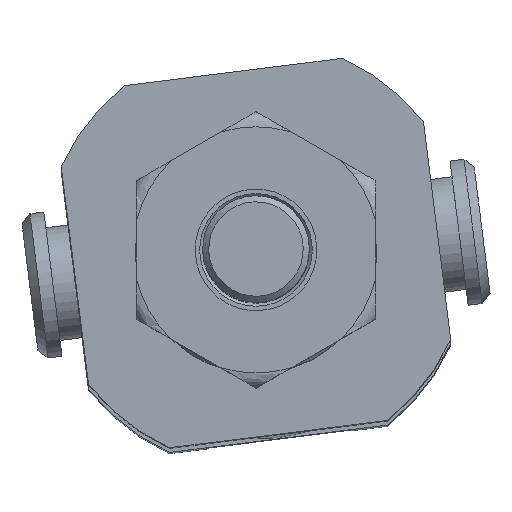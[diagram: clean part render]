
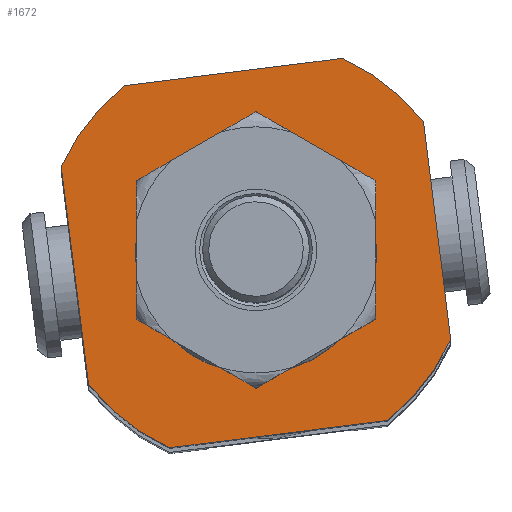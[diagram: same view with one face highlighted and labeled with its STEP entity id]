
A CAD part, top view. The second image highlights one B-rep face of the part: STEP entity #1672.
In plain terms, the highlighted planar face has unit normal (0, 0, 1).
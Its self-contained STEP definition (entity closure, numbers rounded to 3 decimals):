
#89=FACE_BOUND('',#330,.T.);
#118=PLANE('',#1952);
#227=FACE_OUTER_BOUND('',#329,.T.);
#329=EDGE_LOOP('',(#1464,#1465,#1466,#1467,#1468,#1469,#1470,#1471));
#330=EDGE_LOOP('',(#1472,#1473));
#438=LINE('',#3270,#533);
#440=LINE('',#3277,#535);
#441=LINE('',#3281,#536);
#442=LINE('',#3285,#537);
#533=VECTOR('',#2421,7.211);
#535=VECTOR('',#2427,7.211);
#536=VECTOR('',#2430,7.211);
#537=VECTOR('',#2435,7.211);
#655=CIRCLE('',#1930,3.969);
#656=CIRCLE('',#1931,3.969);
#667=CIRCLE('',#1953,7.);
#668=CIRCLE('',#1954,7.);
#669=CIRCLE('',#1955,7.);
#670=CIRCLE('',#1956,7.);
#807=VERTEX_POINT('',#3192);
#808=VERTEX_POINT('',#3193);
#837=VERTEX_POINT('',#3267);
#838=VERTEX_POINT('',#3269);
#839=VERTEX_POINT('',#3273);
#840=VERTEX_POINT('',#3274);
#841=VERTEX_POINT('',#3276);
#842=VERTEX_POINT('',#3278);
#843=VERTEX_POINT('',#3280);
#844=VERTEX_POINT('',#3283);
#1030=EDGE_CURVE('',#807,#808,#655,.T.);
#1032=EDGE_CURVE('',#808,#807,#656,.T.);
#1066=EDGE_CURVE('',#838,#837,#438,.T.);
#1068=EDGE_CURVE('',#839,#840,#667,.T.);
#1069=EDGE_CURVE('',#840,#841,#440,.T.);
#1070=EDGE_CURVE('',#841,#842,#668,.T.);
#1071=EDGE_CURVE('',#842,#843,#441,.T.);
#1072=EDGE_CURVE('',#843,#838,#669,.T.);
#1073=EDGE_CURVE('',#837,#844,#670,.T.);
#1074=EDGE_CURVE('',#844,#839,#442,.T.);
#1464=ORIENTED_EDGE('',*,*,#1068,.T.);
#1465=ORIENTED_EDGE('',*,*,#1069,.T.);
#1466=ORIENTED_EDGE('',*,*,#1070,.T.);
#1467=ORIENTED_EDGE('',*,*,#1071,.T.);
#1468=ORIENTED_EDGE('',*,*,#1072,.T.);
#1469=ORIENTED_EDGE('',*,*,#1066,.T.);
#1470=ORIENTED_EDGE('',*,*,#1073,.T.);
#1471=ORIENTED_EDGE('',*,*,#1074,.T.);
#1472=ORIENTED_EDGE('',*,*,#1030,.F.);
#1473=ORIENTED_EDGE('',*,*,#1032,.F.);
#1672=ADVANCED_FACE('',(#227,#89),#118,.T.);
#1930=AXIS2_PLACEMENT_3D('',#3194,#2353,#2354);
#1931=AXIS2_PLACEMENT_3D('',#3196,#2356,#2357);
#1952=AXIS2_PLACEMENT_3D('',#3272,#2423,#2424);
#1953=AXIS2_PLACEMENT_3D('',#3275,#2425,#2426);
#1954=AXIS2_PLACEMENT_3D('',#3279,#2428,#2429);
#1955=AXIS2_PLACEMENT_3D('',#3282,#2431,#2432);
#1956=AXIS2_PLACEMENT_3D('',#3284,#2433,#2434);
#2353=DIRECTION('center_axis',(0.,0.,1.));
#2354=DIRECTION('ref_axis',(1.,0.,0.));
#2356=DIRECTION('center_axis',(0.,0.,1.));
#2357=DIRECTION('ref_axis',(1.,0.,0.));
#2421=DIRECTION('',(-1.,0.,0.));
#2423=DIRECTION('center_axis',(0.,0.,1.));
#2424=DIRECTION('ref_axis',(1.,0.,0.));
#2425=DIRECTION('center_axis',(0.,0.,1.));
#2426=DIRECTION('ref_axis',(1.,0.,0.));
#2427=DIRECTION('',(1.,0.,0.));
#2428=DIRECTION('center_axis',(0.,0.,1.));
#2429=DIRECTION('ref_axis',(1.,0.,0.));
#2430=DIRECTION('',(0.,1.,0.));
#2431=DIRECTION('center_axis',(0.,0.,1.));
#2432=DIRECTION('ref_axis',(1.,0.,0.));
#2433=DIRECTION('center_axis',(0.,0.,1.));
#2434=DIRECTION('ref_axis',(1.,0.,0.));
#2435=DIRECTION('',(0.,-1.,0.));
#3192=CARTESIAN_POINT('',(-3.969,0.,49.9));
#3193=CARTESIAN_POINT('',(3.969,0.,49.9));
#3194=CARTESIAN_POINT('Origin',(0.,0.,49.9));
#3196=CARTESIAN_POINT('Origin',(0.,0.,49.9));
#3267=CARTESIAN_POINT('',(-3.606,6.,49.9));
#3269=CARTESIAN_POINT('',(3.606,6.,49.9));
#3270=CARTESIAN_POINT('',(3.606,6.,49.9));
#3272=CARTESIAN_POINT('Origin',(0.,0.,49.9));
#3273=CARTESIAN_POINT('',(-6.,-3.606,49.9));
#3274=CARTESIAN_POINT('',(-3.606,-6.,49.9));
#3275=CARTESIAN_POINT('Origin',(0.,0.,49.9));
#3276=CARTESIAN_POINT('',(3.606,-6.,49.9));
#3277=CARTESIAN_POINT('',(-3.606,-6.,49.9));
#3278=CARTESIAN_POINT('',(6.,-3.606,49.9));
#3279=CARTESIAN_POINT('Origin',(0.,0.,49.9));
#3280=CARTESIAN_POINT('',(6.,3.606,49.9));
#3281=CARTESIAN_POINT('',(6.,-3.606,49.9));
#3282=CARTESIAN_POINT('Origin',(0.,0.,49.9));
#3283=CARTESIAN_POINT('',(-6.,3.606,49.9));
#3284=CARTESIAN_POINT('Origin',(0.,0.,49.9));
#3285=CARTESIAN_POINT('',(-6.,3.606,49.9));
